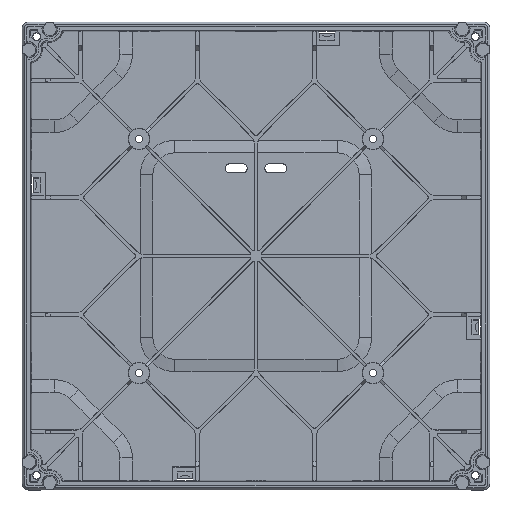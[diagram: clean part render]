
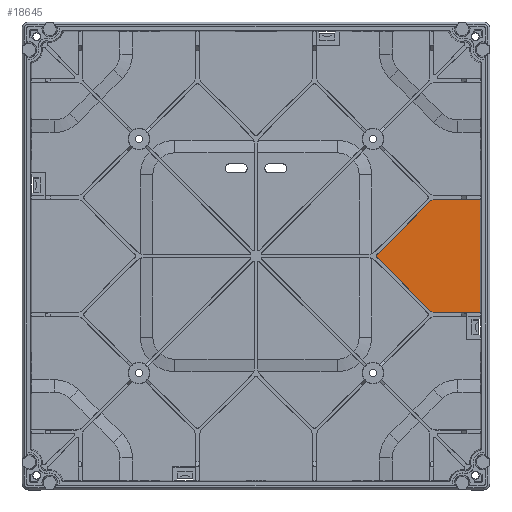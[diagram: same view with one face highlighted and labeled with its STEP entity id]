
A CAD part, top view. The second image highlights one B-rep face of the part: STEP entity #18645.
In plain terms, the highlighted planar face has unit normal (0, 0, 1).
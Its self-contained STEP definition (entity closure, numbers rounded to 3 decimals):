
#10595 = VERTEX_POINT('',#10596);
#10596 = CARTESIAN_POINT('',(51.129,-12.885,-13.5));
#10604 = EDGE_CURVE('',#10605,#10595,#10607,.T.);
#10605 = VERTEX_POINT('',#10606);
#10606 = CARTESIAN_POINT('',(51.129,12.885,-13.5));
#10607 = LINE('',#10608,#10609);
#10608 = CARTESIAN_POINT('',(51.129,43.661,-13.5));
#10609 = VECTOR('',#10610,1.);
#10610 = DIRECTION('',(-0.,-1.,-0.));
#18627 = VERTEX_POINT('',#18628);
#18628 = CARTESIAN_POINT('',(48.,12.885,-13.5));
#18633 = EDGE_CURVE('',#18627,#10605,#18634,.T.);
#18634 = LINE('',#18635,#18636);
#18635 = CARTESIAN_POINT('',(48.,12.885,-13.5));
#18636 = VECTOR('',#18637,1.);
#18637 = DIRECTION('',(1.,0.,0.));
#18645 = ADVANCED_FACE('',(#18646),#18740,.T.);
#18646 = FACE_BOUND('',#18647,.T.);
#18647 = EDGE_LOOP('',(#18648,#18659,#18668,#18676,#18685,#18693,#18701,
    #18707,#18708,#18709,#18717,#18725,#18734));
#18648 = ORIENTED_EDGE('',*,*,#18649,.F.);
#18649 = EDGE_CURVE('',#18650,#18652,#18654,.T.);
#18650 = VERTEX_POINT('',#18651);
#18651 = CARTESIAN_POINT('',(27.443,0.,-13.5));
#18652 = VERTEX_POINT('',#18653);
#18653 = CARTESIAN_POINT('',(27.589,0.354,-13.5));
#18654 = CIRCLE('',#18655,0.5);
#18655 = AXIS2_PLACEMENT_3D('',#18656,#18657,#18658);
#18656 = CARTESIAN_POINT('',(27.943,0.,-13.5));
#18657 = DIRECTION('',(-0.,-0.,-1.));
#18658 = DIRECTION('',(0.,-1.,0.));
#18659 = ORIENTED_EDGE('',*,*,#18660,.T.);
#18660 = EDGE_CURVE('',#18650,#18661,#18663,.T.);
#18661 = VERTEX_POINT('',#18662);
#18662 = CARTESIAN_POINT('',(27.589,-0.354,-13.5));
#18663 = CIRCLE('',#18664,0.5);
#18664 = AXIS2_PLACEMENT_3D('',#18665,#18666,#18667);
#18665 = CARTESIAN_POINT('',(27.943,0.,-13.5));
#18666 = DIRECTION('',(0.,0.,1.));
#18667 = DIRECTION('',(0.,1.,0.));
#18668 = ORIENTED_EDGE('',*,*,#18669,.T.);
#18669 = EDGE_CURVE('',#18661,#18670,#18672,.T.);
#18670 = VERTEX_POINT('',#18671);
#18671 = CARTESIAN_POINT('',(39.585,-12.349,-13.5));
#18672 = LINE('',#18673,#18674);
#18673 = CARTESIAN_POINT('',(27.589,-0.354,-13.5));
#18674 = VECTOR('',#18675,1.);
#18675 = DIRECTION('',(0.707,-0.707,-0.));
#18676 = ORIENTED_EDGE('',*,*,#18677,.T.);
#18677 = EDGE_CURVE('',#18670,#18678,#18680,.T.);
#18678 = VERTEX_POINT('',#18679);
#18679 = CARTESIAN_POINT('',(40.999,-12.935,-13.5));
#18680 = CIRCLE('',#18681,2.);
#18681 = AXIS2_PLACEMENT_3D('',#18682,#18683,#18684);
#18682 = CARTESIAN_POINT('',(40.999,-10.935,-13.5));
#18683 = DIRECTION('',(0.,0.,1.));
#18684 = DIRECTION('',(0.,1.,0.));
#18685 = ORIENTED_EDGE('',*,*,#18686,.F.);
#18686 = EDGE_CURVE('',#18687,#18678,#18689,.T.);
#18687 = VERTEX_POINT('',#18688);
#18688 = CARTESIAN_POINT('',(48.,-12.935,-13.5));
#18689 = LINE('',#18690,#18691);
#18690 = CARTESIAN_POINT('',(55.566,-12.935,-13.5));
#18691 = VECTOR('',#18692,1.);
#18692 = DIRECTION('',(-1.,0.,0.));
#18693 = ORIENTED_EDGE('',*,*,#18694,.F.);
#18694 = EDGE_CURVE('',#18695,#18687,#18697,.T.);
#18695 = VERTEX_POINT('',#18696);
#18696 = CARTESIAN_POINT('',(48.,-12.885,-13.5));
#18697 = LINE('',#18698,#18699);
#18698 = CARTESIAN_POINT('',(48.,-12.885,-13.5));
#18699 = VECTOR('',#18700,1.);
#18700 = DIRECTION('',(0.,-1.,0.));
#18701 = ORIENTED_EDGE('',*,*,#18702,.F.);
#18702 = EDGE_CURVE('',#10595,#18695,#18703,.T.);
#18703 = LINE('',#18704,#18705);
#18704 = CARTESIAN_POINT('',(55.,-12.885,-13.5));
#18705 = VECTOR('',#18706,1.);
#18706 = DIRECTION('',(-1.,0.,0.));
#18707 = ORIENTED_EDGE('',*,*,#10604,.F.);
#18708 = ORIENTED_EDGE('',*,*,#18633,.F.);
#18709 = ORIENTED_EDGE('',*,*,#18710,.F.);
#18710 = EDGE_CURVE('',#18711,#18627,#18713,.T.);
#18711 = VERTEX_POINT('',#18712);
#18712 = CARTESIAN_POINT('',(48.,12.935,-13.5));
#18713 = LINE('',#18714,#18715);
#18714 = CARTESIAN_POINT('',(48.,13.785,-13.5));
#18715 = VECTOR('',#18716,1.);
#18716 = DIRECTION('',(0.,-1.,0.));
#18717 = ORIENTED_EDGE('',*,*,#18718,.T.);
#18718 = EDGE_CURVE('',#18711,#18719,#18721,.T.);
#18719 = VERTEX_POINT('',#18720);
#18720 = CARTESIAN_POINT('',(40.999,12.935,-13.5));
#18721 = LINE('',#18722,#18723);
#18722 = CARTESIAN_POINT('',(55.566,12.935,-13.5));
#18723 = VECTOR('',#18724,1.);
#18724 = DIRECTION('',(-1.,0.,0.));
#18725 = ORIENTED_EDGE('',*,*,#18726,.F.);
#18726 = EDGE_CURVE('',#18727,#18719,#18729,.T.);
#18727 = VERTEX_POINT('',#18728);
#18728 = CARTESIAN_POINT('',(39.585,12.349,-13.5));
#18729 = CIRCLE('',#18730,2.);
#18730 = AXIS2_PLACEMENT_3D('',#18731,#18732,#18733);
#18731 = CARTESIAN_POINT('',(40.999,10.935,-13.5));
#18732 = DIRECTION('',(-0.,-0.,-1.));
#18733 = DIRECTION('',(0.,-1.,0.));
#18734 = ORIENTED_EDGE('',*,*,#18735,.F.);
#18735 = EDGE_CURVE('',#18652,#18727,#18736,.T.);
#18736 = LINE('',#18737,#18738);
#18737 = CARTESIAN_POINT('',(27.589,0.354,-13.5));
#18738 = VECTOR('',#18739,1.);
#18739 = DIRECTION('',(0.707,0.707,-0.));
#18740 = PLANE('',#18741);
#18741 = AXIS2_PLACEMENT_3D('',#18742,#18743,#18744);
#18742 = CARTESIAN_POINT('',(-47.,-51.7,-13.5));
#18743 = DIRECTION('',(0.,0.,1.));
#18744 = DIRECTION('',(1.,0.,0.));
